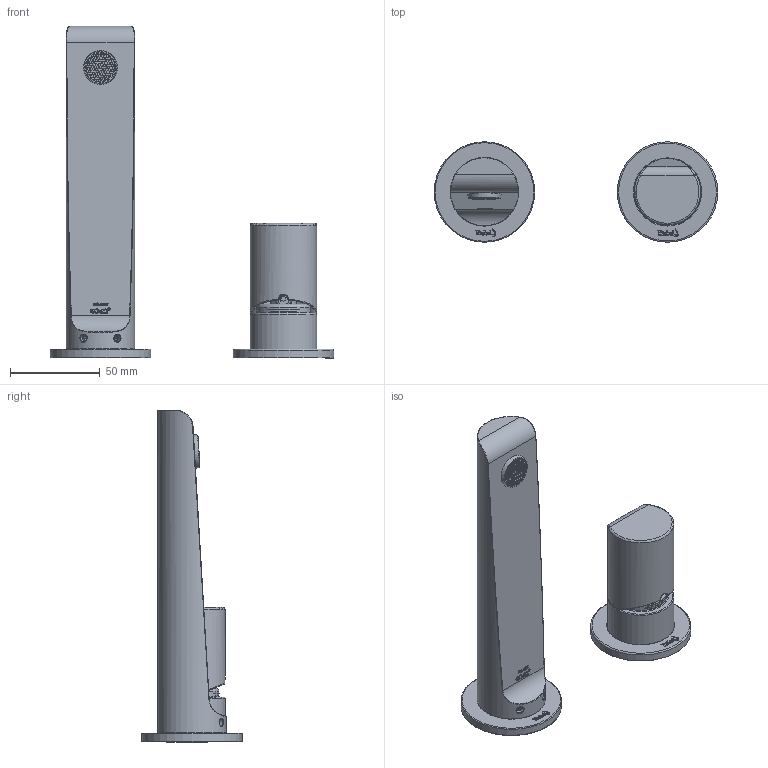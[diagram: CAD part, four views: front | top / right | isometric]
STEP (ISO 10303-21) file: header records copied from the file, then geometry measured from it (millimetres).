
FILE_DESCRIPTION(/* description */ (''),/* implementation_level */ '2;1');
FILE_NAME(/* name */ 'TPB360_3D.stp',/* time_stamp */ '2019-09-16T09:10:10-04:00',/* author */ ('pcossett'),/* organization */ (''),/* preprocessor_version */ 'ST-DEVELOPER v16.13',/* originating_system */ 'Autodesk Inventor 2018',/* authorisation */ '');
FILE_SCHEMA (('AUTOMOTIVE_DESIGN { 1 0 10303 214 3 1 1 }'));
Length unit declared in the file: millimetre
Products named in the file (1): TPB360
Bounding box: 158 x 56 x 185 mm (x, y, z)
Volume: 126810 mm3; surface area: 67933.7 mm2
Topology: 3 solids, 3 shells, 1824 faces, 4653 edges, 2889 vertices
Faces by surface type: plane 1099, cylinder 507, bspline 177, torus 23, cone 16, sphere 2
Full cylindrical faces by diameter (mm): 4 x14, 4.2 x2, 10.8 x1, 12 x2, 18 x1, 27.918 x1, 33 x1, 37 x2, 37.5 x1, 38 x1, 56 x2
Entity records: 67589 total; most frequent: CARTESIAN_POINT 22991, ORIENTED_EDGE 9094, DIRECTION 8547, EDGE_CURVE 4546, LINE 2907, VECTOR 2907, VERTEX_POINT 2840, AXIS2_PLACEMENT_3D 2820
